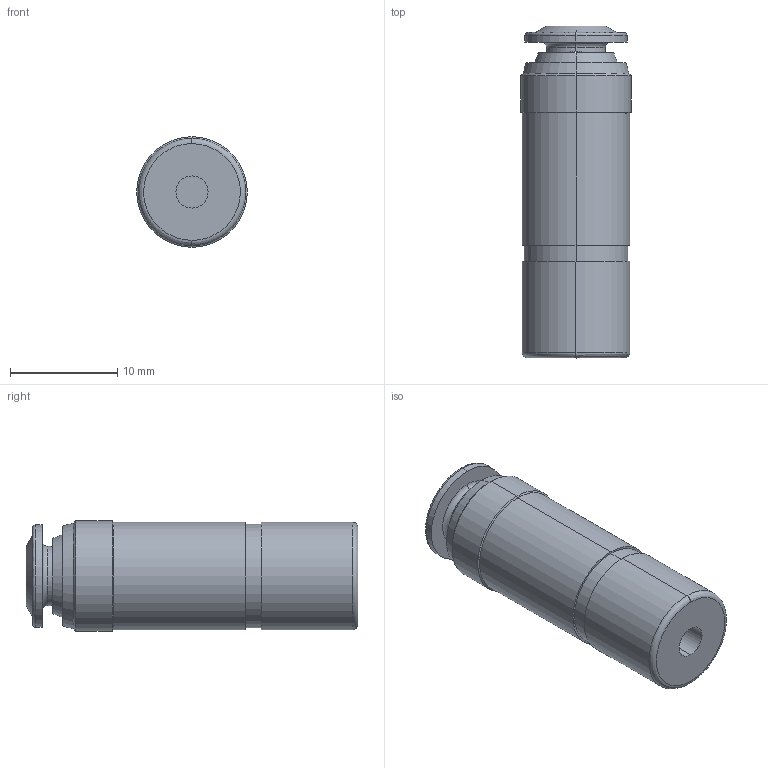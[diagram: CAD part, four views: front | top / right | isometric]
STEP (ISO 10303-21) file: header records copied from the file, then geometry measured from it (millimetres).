
FILE_DESCRIPTION (( 'STEP AP214' ), '1' );
FILE_NAME ('5770000009A.STEP', '2016-12-02T08:15:50', ( '' ), ( '' ), 'SwSTEP 2.0', 'SolidWorks 2016', '' );
FILE_SCHEMA (( 'AUTOMOTIVE_DESIGN' ));
Length unit declared in the file: millimetre
Products named in the file (2): 5770000009A
Bounding box: 10.3 x 30.9 x 10.3 mm (x, y, z)
Volume: 2260.9 mm3; surface area: 1495.8 mm2
Topology: 2 solids, 2 shells, 53 faces, 118 edges, 73 vertices
Faces by surface type: plane 17, cylinder 16, cone 14, bspline 6
Entity records: 1832 total; most frequent: CARTESIAN_POINT 604, DIRECTION 260, ORIENTED_EDGE 232, EDGE_CURVE 116, AXIS2_PLACEMENT_3D 107, VERTEX_POINT 73, EDGE_LOOP 63, CIRCLE 58
